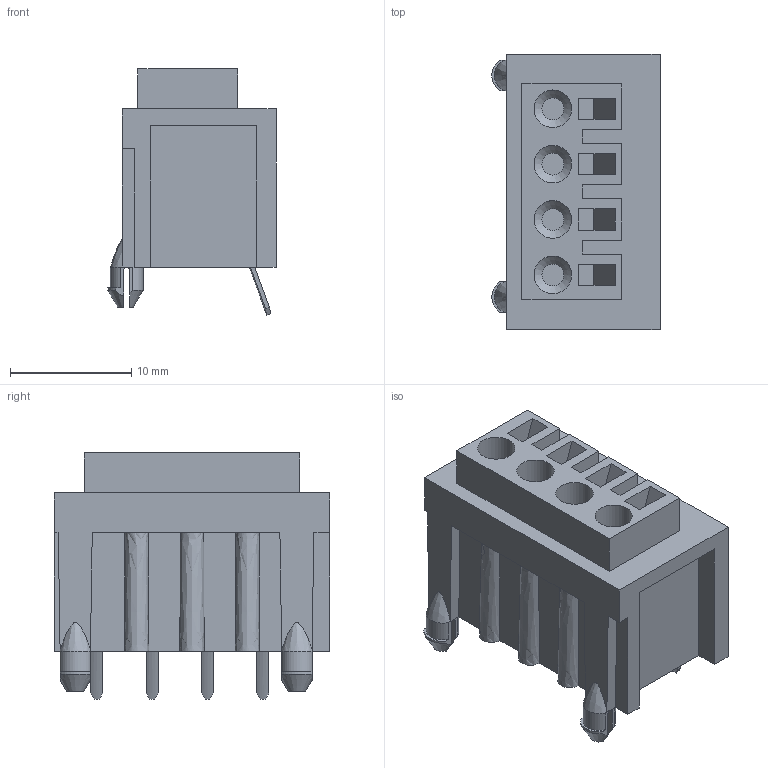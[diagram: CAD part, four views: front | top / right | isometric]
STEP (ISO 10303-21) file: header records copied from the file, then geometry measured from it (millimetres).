
FILE_DESCRIPTION( ( 'STEP AP214' ), '1' );
FILE_NAME( 'MX822-45704W-20230406.stp', '2023-04-07T05:41:55', ( ' ' ), ( ' ' ), 'XStep 1.0', ' ', ' ' );
FILE_SCHEMA( ( 'CONFIG_CONTROL_DESIGN) ( )' ) );
Length unit declared in the file: metre
Products named in the file (1): 1
Bounding box: 13.87 x 22.72 x 20.33 mm (x, y, z)
Volume: 3434.9 mm3; surface area: 2412.6 mm2
Topology: 1 solids, 1 shells, 199 faces, 520 edges, 340 vertices
Faces by surface type: plane 154, cylinder 32, cone 8, bspline 5
Full cylindrical faces by diameter (mm): 1.8 x4, 3.1 x4
Entity records: 7818 total; most frequent: CARTESIAN_POINT 1358, ORIENTED_EDGE 1016, DIRECTION 958, EDGE_CURVE 508, LINE 386, VECTOR 386, VERTEX_POINT 340, AXIS2_PLACEMENT_3D 286
